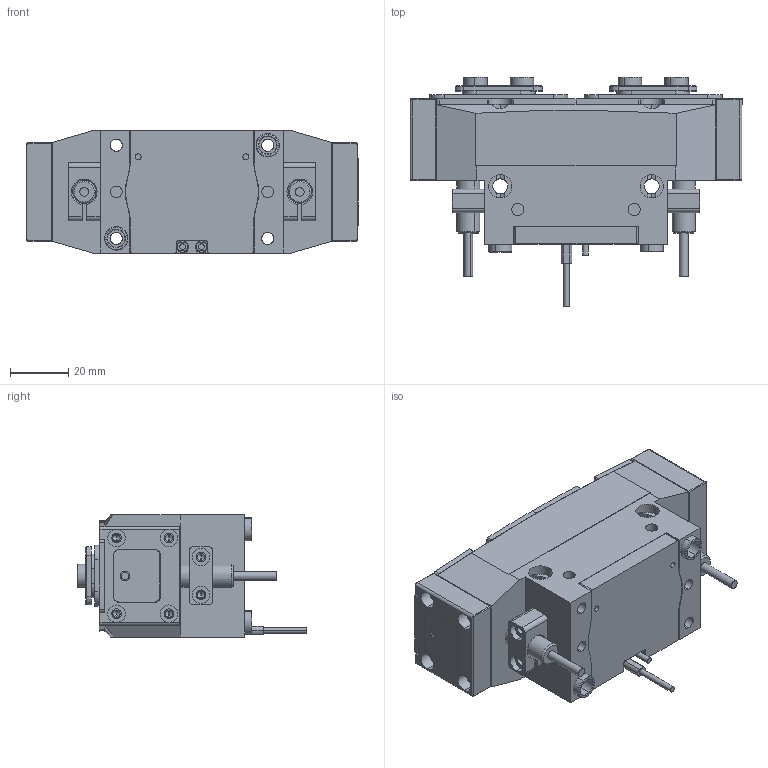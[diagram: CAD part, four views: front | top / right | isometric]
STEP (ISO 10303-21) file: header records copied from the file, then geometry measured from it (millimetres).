
FILE_DESCRIPTION (( 'STEP AP203' ), '1' );
FILE_NAME ('FR36-96-S-P.STEP', '2025-05-06T06:46:02', ( 'USER-' ), ( 'Microsoft' ), 'SwSTEP 2.0', 'SolidWorks 2018', '' );
FILE_SCHEMA (( 'CONFIG_CONTROL_DESIGN' ));
Length unit declared in the file: millimetre
Products named in the file (19): 苤覜聆假蚾璃; 奻葡裔啣; 内六角圆柱头螺钉[GBT70_1-2008][M2.5×8]_M2.5×8; 电容传感器8x23接近开关; 笢猾啣ㄗ蜊ㄘ; 棠羲換覜ん; 滅鳥饜璃; 16x8-R1.5; ﾏ擎ﾗ8｡ﾁ6｡ﾁ6; 揤輸蚾饜极; FR36-96-S-01 賑輸; P-GS-T-01 諉輪羲壽標厥釱; 忒硌薊啣; 菁裔啣; 褲极; 痄雄結啣; FR36-96-S-P; 耜猾极; FZ55-100-P-06 耜猾苤裔
Assembly tree (37 placements, depth 3):
  FR36-96-S-P
    褲极
    菁裔啣
    笢猾啣ㄗ蜊ㄘ
    ﾏ擎ﾗ8｡ﾁ6｡ﾁ6  x10
    揤輸蚾饜极  x2
      内六角圆柱头螺钉[GBT70_1-2008][M2.5×8]_M2.5×8
      苤覜聆假蚾璃
    16x8-R1.5
    电容传感器8x23接近开关  x2
    P-GS-T-01 諉輪羲壽標厥釱  x2
    棠羲換覜ん  x2
    FR36-96-S-01 賑輸  x2
    滅鳥饜璃
      奻葡裔啣
      忒硌薊啣  x2
      痄雄結啣  x2
      耜猾极  x2
      FZ55-100-P-06 耜猾苤裔  x2
Bounding box: 114 x 78.81 x 42.1 mm (x, y, z)
Volume: 171081.4 mm3; surface area: 80165.6 mm2
Topology: 37 solids, 39 shells, 1813 faces, 4648 edges, 2940 vertices
Faces by surface type: plane 784, cylinder 582, cone 276, bspline 155, torus 16
Entity records: 48111 total; most frequent: CARTESIAN_POINT 13942, ORIENTED_EDGE 6722, DIRECTION 6272, EDGE_CURVE 3361, VERTEX_POINT 2189, AXIS2_PLACEMENT_3D 2097, VECTOR 2078, LINE 2078
